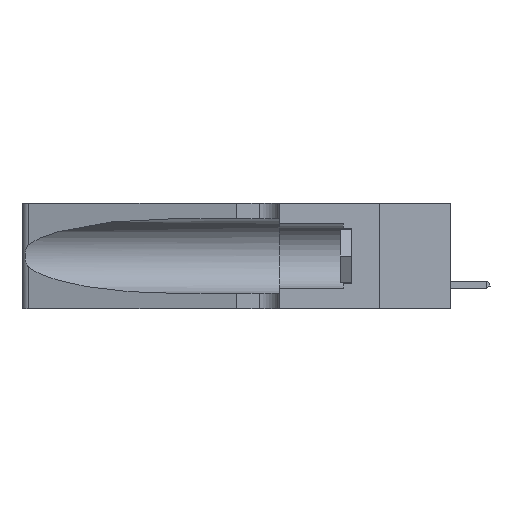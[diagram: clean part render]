
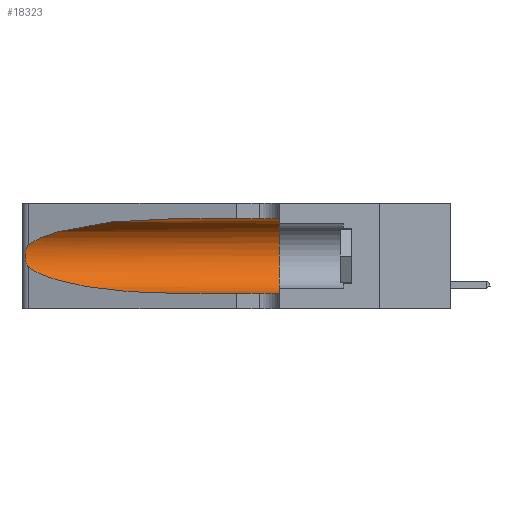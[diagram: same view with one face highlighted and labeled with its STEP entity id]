
A CAD part, left-side view. The second image highlights one B-rep face of the part: STEP entity #18323.
In plain terms, the highlighted cylindrical face has radius 3.308 mm (diameter 6.617 mm), a partial arc.
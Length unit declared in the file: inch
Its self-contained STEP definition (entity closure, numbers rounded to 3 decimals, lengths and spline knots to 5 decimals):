
#21 = CARTESIAN_POINT ( 'NONE',  ( 0.18966, 0.96281, 0.31525 ) ) ;
#94 = CARTESIAN_POINT ( 'NONE',  ( 0.2373, 1.15595, 0.28018 ) ) ;
#472 = EDGE_CURVE ( 'NONE', #9555, #2577, #7119, .T. ) ;
#746 = CARTESIAN_POINT ( 'NONE',  ( 0.1305, 1.61858, 0.31525 ) ) ;
#1636 = CARTESIAN_POINT ( 'NONE',  ( 0.25487, 1.22718, 0.14631 ) ) ;
#1975 = ORIENTED_EDGE ( 'NONE', *, *, #22180, .T. ) ;
#2106 = VECTOR ( 'NONE', #5381, 39.37008 ) ;
#2577 = VERTEX_POINT ( 'NONE', #15352 ) ;
#2982 = CARTESIAN_POINT ( 'NONE',  ( 0.25856, 1.23593, 0.16098 ) ) ;
#3147 = CARTESIAN_POINT ( 'NONE',  ( 0.26018, 1.23835, 0.19895 ) ) ;
#3623 = CARTESIAN_POINT ( 'NONE',  ( 0.25487, 1.22718, 0.22369 ) ) ;
#4110 = DIRECTION ( 'NONE',  ( 0., 0., 1. ) ) ;
#4664 = CARTESIAN_POINT ( 'NONE',  ( 0.25555, 1.22994, 0.2215 ) ) ;
#5169 = AXIS2_PLACEMENT_3D ( 'NONE', #13551, #17292, #4110 ) ;
#5381 = DIRECTION ( 'NONE',  ( 0., -1., 0. ) ) ;
#5588 = AXIS2_PLACEMENT_3D ( 'NONE', #17946, #18028, #12873 ) ;
#5920 = EDGE_CURVE ( 'NONE', #9555, #22976, #13084, .T. ) ;
#6247 = CARTESIAN_POINT ( 'NONE',  ( 0.25487, 1.22718, 0.14631 ) ) ;
#6354 = CIRCLE ( 'NONE', #5169, 0.13025 ) ;
#6369 = CARTESIAN_POINT ( 'NONE',  ( 0.1305, 0.72297, 0.05475 ) ) ;
#6443 = VECTOR ( 'NONE', #13727, 39.37008 ) ;
#6796 = CARTESIAN_POINT ( 'NONE',  ( 0.26075, 1.23896, 0.178 ) ) ;
#7119 =( BOUNDED_CURVE ( )  B_SPLINE_CURVE ( 3, ( #9105, #21, #94, #3623 ),
 .UNSPECIFIED., .F., .T. ) 
 B_SPLINE_CURVE_WITH_KNOTS ( ( 4, 4 ),
 ( 1.5708, 2.84003 ),
 .UNSPECIFIED. ) 
 CURVE ( )  GEOMETRIC_REPRESENTATION_ITEM ( )  RATIONAL_B_SPLINE_CURVE ( ( 1., 0.87, 0.87, 1. ) ) 
 REPRESENTATION_ITEM ( '' )  );
#8210 = ORIENTED_EDGE ( 'NONE', *, *, #10437, .T. ) ;
#8312 = CARTESIAN_POINT ( 'NONE',  ( 0.18966, 0.96281, 0.05475 ) ) ;
#8385 = CARTESIAN_POINT ( 'NONE',  ( 0.26075, 1.23896, 0.19203 ) ) ;
#8546 = CARTESIAN_POINT ( 'NONE',  ( 0.25789, 1.23486, 0.15765 ) ) ;
#8624 = CARTESIAN_POINT ( 'NONE',  ( 0.26017, 1.23833, 0.17102 ) ) ;
#8678 = EDGE_CURVE ( 'NONE', #2577, #18325, #13886, .T. ) ;
#8703 = CARTESIAN_POINT ( 'NONE',  ( 0.25487, 1.22718, 0.22369 ) ) ;
#9105 = CARTESIAN_POINT ( 'NONE',  ( 0.1305, 0.72297, 0.31525 ) ) ;
#9555 = VERTEX_POINT ( 'NONE', #18934 ) ;
#9723 = ORIENTED_EDGE ( 'NONE', *, *, #472, .T. ) ;
#10230 = CARTESIAN_POINT ( 'NONE',  ( 0.25854, 1.2359, 0.20912 ) ) ;
#10437 = EDGE_CURVE ( 'NONE', #17666, #13399, #21755, .T. ) ;
#10564 = CARTESIAN_POINT ( 'NONE',  ( 0.25487, 1.22718, 0.14631 ) ) ;
#10854 = CARTESIAN_POINT ( 'NONE',  ( 0.1305, 1.61858, 0.05475 ) ) ;
#12873 = DIRECTION ( 'NONE',  ( 0., 0., -1. ) ) ;
#13084 = LINE ( 'NONE', #746, #6443 ) ;
#13399 = VERTEX_POINT ( 'NONE', #21630 ) ;
#13440 = ORIENTED_EDGE ( 'NONE', *, *, #8678, .T. ) ;
#13551 = CARTESIAN_POINT ( 'NONE',  ( 0.1305, 0.35, 0.185 ) ) ;
#13727 = DIRECTION ( 'NONE',  ( 0., -1., 0. ) ) ;
#13781 = CYLINDRICAL_SURFACE ( 'NONE', #5588, 0.13025 ) ;
#13886 = B_SPLINE_CURVE_WITH_KNOTS ( 'NONE', 3,
 ( #8703, #4664, #17602, #15727, #10230, #3147, #8385, #6796, #8624, #2982, #8546, #21465, #16058, #10564 ),
 .UNSPECIFIED., .F., .F.,
 ( 4, 2, 2, 2, 2, 2, 4 ),
 ( 0., 0.00027, 0.00053, 0.00107, 0.0016, 0.00187, 0.00214 ),
 .UNSPECIFIED. ) ;
#14946 =( BOUNDED_CURVE ( )  B_SPLINE_CURVE ( 3, ( #6247, #21220, #8312, #20902 ),
 .UNSPECIFIED., .F., .F. ) 
 B_SPLINE_CURVE_WITH_KNOTS ( ( 4, 4 ),
 ( 3.44316, 4.71239 ),
 .UNSPECIFIED. ) 
 CURVE ( )  GEOMETRIC_REPRESENTATION_ITEM ( )  RATIONAL_B_SPLINE_CURVE ( ( 1., 0.87, 0.87, 1. ) ) 
 REPRESENTATION_ITEM ( '' )  );
#15351 = EDGE_LOOP ( 'NONE', ( #9723, #13440, #1975, #8210, #17389, #20814 ) ) ;
#15352 = CARTESIAN_POINT ( 'NONE',  ( 0.25487, 1.22718, 0.22369 ) ) ;
#15727 = CARTESIAN_POINT ( 'NONE',  ( 0.25787, 1.23484, 0.2124 ) ) ;
#16058 = CARTESIAN_POINT ( 'NONE',  ( 0.25555, 1.22993, 0.14849 ) ) ;
#17292 = DIRECTION ( 'NONE',  ( 0., 1., 0. ) ) ;
#17389 = ORIENTED_EDGE ( 'NONE', *, *, #23797, .F. ) ;
#17602 = CARTESIAN_POINT ( 'NONE',  ( 0.25639, 1.23184, 0.21858 ) ) ;
#17666 = VERTEX_POINT ( 'NONE', #6369 ) ;
#17946 = CARTESIAN_POINT ( 'NONE',  ( 0.1305, 1.61858, 0.185 ) ) ;
#18028 = DIRECTION ( 'NONE',  ( 0., -1., 0. ) ) ;
#18323 = ADVANCED_FACE ( 'NONE', ( #18709 ), #13781, .F. ) ;
#18325 = VERTEX_POINT ( 'NONE', #1636 ) ;
#18709 = FACE_OUTER_BOUND ( 'NONE', #15351, .T. ) ;
#18934 = CARTESIAN_POINT ( 'NONE',  ( 0.1305, 0.72297, 0.31525 ) ) ;
#20814 = ORIENTED_EDGE ( 'NONE', *, *, #5920, .F. ) ;
#20902 = CARTESIAN_POINT ( 'NONE',  ( 0.1305, 0.72297, 0.05475 ) ) ;
#21220 = CARTESIAN_POINT ( 'NONE',  ( 0.2373, 1.15595, 0.08982 ) ) ;
#21465 = CARTESIAN_POINT ( 'NONE',  ( 0.25639, 1.23186, 0.15144 ) ) ;
#21526 = CARTESIAN_POINT ( 'NONE',  ( 0.1305, 0.35, 0.31525 ) ) ;
#21630 = CARTESIAN_POINT ( 'NONE',  ( 0.1305, 0.35, 0.05475 ) ) ;
#21755 = LINE ( 'NONE', #10854, #2106 ) ;
#22180 = EDGE_CURVE ( 'NONE', #18325, #17666, #14946, .T. ) ;
#22976 = VERTEX_POINT ( 'NONE', #21526 ) ;
#23797 = EDGE_CURVE ( 'NONE', #22976, #13399, #6354, .T. ) ;
